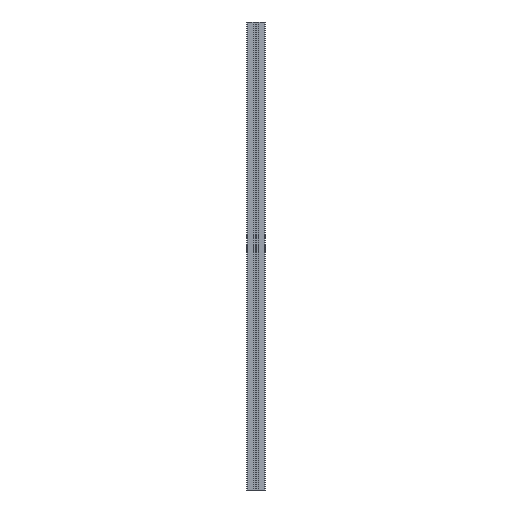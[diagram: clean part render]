
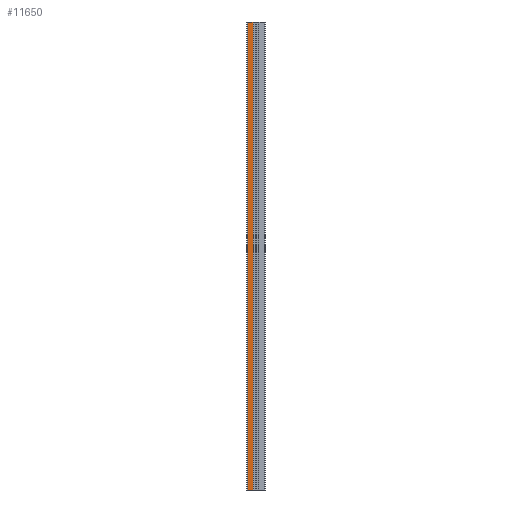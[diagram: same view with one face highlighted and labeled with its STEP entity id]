
A CAD part, left-side view. The second image highlights one B-rep face of the part: STEP entity #11650.
In plain terms, the highlighted planar face has unit normal (-1, 0, 0).
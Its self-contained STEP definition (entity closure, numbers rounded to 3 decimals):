
#68 = DIRECTION ( 'NONE',  ( 0., 0., -1. ) ) ;
#219 = ORIENTED_EDGE ( 'NONE', *, *, #17774, .T. ) ;
#420 = ORIENTED_EDGE ( 'NONE', *, *, #10939, .T. ) ;
#721 = LINE ( 'NONE', #6564, #9658 ) ;
#991 = CARTESIAN_POINT ( 'NONE',  ( -20., 6.325, -1000. ) ) ;
#1757 = ORIENTED_EDGE ( 'NONE', *, *, #18512, .F. ) ;
#3595 = CARTESIAN_POINT ( 'NONE',  ( -20., 18., 0. ) ) ;
#4174 = EDGE_LOOP ( 'NONE', ( #420, #219, #8862, #1757 ) ) ;
#4278 = DIRECTION ( 'NONE',  ( 0., 1., 0. ) ) ;
#4346 = VECTOR ( 'NONE', #68, 1000. ) ;
#5187 = DIRECTION ( 'NONE',  ( 0., 1., 0. ) ) ;
#5371 = DIRECTION ( 'NONE',  ( -1., 0., 0. ) ) ;
#5488 = CARTESIAN_POINT ( 'NONE',  ( -20., 18., -1000. ) ) ;
#5559 = CARTESIAN_POINT ( 'NONE',  ( -20., 20., -1000. ) ) ;
#6188 = VERTEX_POINT ( 'NONE', #10486 ) ;
#6564 = CARTESIAN_POINT ( 'NONE',  ( -20., 6.325, -1000. ) ) ;
#6656 = DIRECTION ( 'NONE',  ( 0., 0., -1. ) ) ;
#7685 = CARTESIAN_POINT ( 'NONE',  ( -20., 20., 0. ) ) ;
#8451 = LINE ( 'NONE', #16112, #4346 ) ;
#8570 = VERTEX_POINT ( 'NONE', #3595 ) ;
#8862 = ORIENTED_EDGE ( 'NONE', *, *, #13690, .F. ) ;
#9154 = LINE ( 'NONE', #7685, #16456 ) ;
#9658 = VECTOR ( 'NONE', #6656, 1000. ) ;
#9958 = FACE_OUTER_BOUND ( 'NONE', #4174, .T. ) ;
#9975 = AXIS2_PLACEMENT_3D ( 'NONE', #5559, #5371, #5187 ) ;
#10447 = LINE ( 'NONE', #18016, #11667 ) ;
#10486 = CARTESIAN_POINT ( 'NONE',  ( -20., 6.325, 0. ) ) ;
#10939 = EDGE_CURVE ( 'NONE', #6188, #8570, #9154, .T. ) ;
#11650 = ADVANCED_FACE ( 'NONE', ( #9958 ), #14231, .T. ) ;
#11667 = VECTOR ( 'NONE', #16559, 1000. ) ;
#13272 = VERTEX_POINT ( 'NONE', #5488 ) ;
#13690 = EDGE_CURVE ( 'NONE', #15071, #13272, #10447, .T. ) ;
#14231 = PLANE ( 'NONE',  #9975 ) ;
#15071 = VERTEX_POINT ( 'NONE', #991 ) ;
#16112 = CARTESIAN_POINT ( 'NONE',  ( -20., 18., -1000. ) ) ;
#16456 = VECTOR ( 'NONE', #4278, 1000. ) ;
#16559 = DIRECTION ( 'NONE',  ( 0., 1., 0. ) ) ;
#17774 = EDGE_CURVE ( 'NONE', #8570, #13272, #8451, .T. ) ;
#18016 = CARTESIAN_POINT ( 'NONE',  ( -20., 20., -1000. ) ) ;
#18512 = EDGE_CURVE ( 'NONE', #6188, #15071, #721, .T. ) ;
